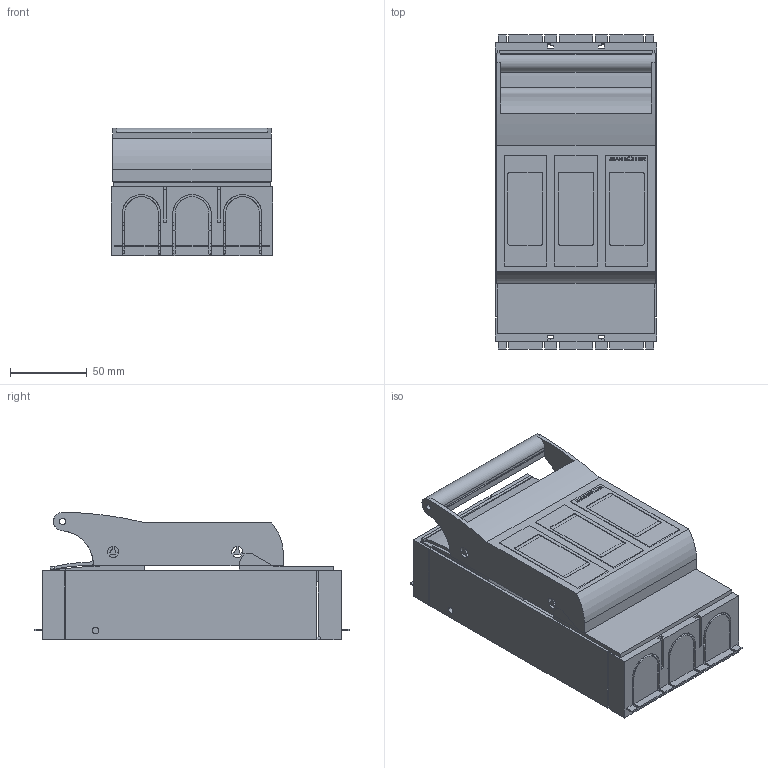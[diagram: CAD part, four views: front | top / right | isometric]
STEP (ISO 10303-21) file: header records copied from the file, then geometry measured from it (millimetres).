
FILE_DESCRIPTION(('CATIA V5 STEP'),'2;1');
FILE_NAME('T500553000_L_NH-Sicherungslasttrennschalter_KETO-00-3_R95.stp','2017-03-24T12:08:37+00:00',('none'),('Jean Müller GmbH'),'CATIA Version 5 Release 19 SP 9 (IN-10)','CATIA V5 STEP AP214','none');
FILE_SCHEMA(('AUTOMOTIVE_DESIGN { 1 0 10303 214 1 1 1 1 }'));
Length unit declared in the file: millimetre
Products named in the file (13): T500553000_L_NH-Sich-Lasttrennschalter KETO-00-3/R95; 34170_L_Trennergehaeuse Gr00_3-polig; 34171_L_Abdeckung oben Gr00_3-polig; 34200_L01_Frontplatte Gr00_3-polig kpl; 34200_L_Frontplatte Gr00_3-polig; 34207_L01_Scheibe Gr00-KETO; 34207_L_Scheibe Gr00; 34172_L_Abdeckung unten Gr00_3-polig; 158601_L_NH-Kontakt Gr.00; 804794_L_Rahmenklemme 95; 158599_L_Rahmen R95; 158600_L_Druckstueck R95-Klemme; 68331_Sond.-Zylinderschr. DIN912-M6x20
Assembly tree (23 placements, depth 3):
  T500553000_L_NH-Sich-Lasttrennschalter KETO-00-3/R95
    34170_L_Trennergehaeuse Gr00_3-polig
    34171_L_Abdeckung oben Gr00_3-polig
    34200_L01_Frontplatte Gr00_3-polig kpl
      34200_L_Frontplatte Gr00_3-polig
      34207_L01_Scheibe Gr00-KETO  x2
      34207_L_Scheibe Gr00
    34172_L_Abdeckung unten Gr00_3-polig
    158601_L_NH-Kontakt Gr.00  x6
    804794_L_Rahmenklemme 95  x6
      158599_L_Rahmen R95
      158600_L_Druckstueck R95-Klemme
      68331_Sond.-Zylinderschr. DIN912-M6x20
Bounding box: 105.5 x 204.95 x 83.19 mm (x, y, z)
Volume: 662634.7 mm3; surface area: 291050.9 mm2
Topology: 31 solids, 31 shells, 2438 faces, 7086 edges, 4732 vertices
Faces by surface type: plane 1870, cylinder 370, cone 102, torus 48, extrusion 48
Entity records: 51604 total; most frequent: CARTESIAN_POINT 9986, ORIENTED_EDGE 9844, DIRECTION 6623, EDGE_CURVE 4922, VECTOR 4124, LINE 4116, VERTEX_POINT 3320, EDGE_LOOP 1740
